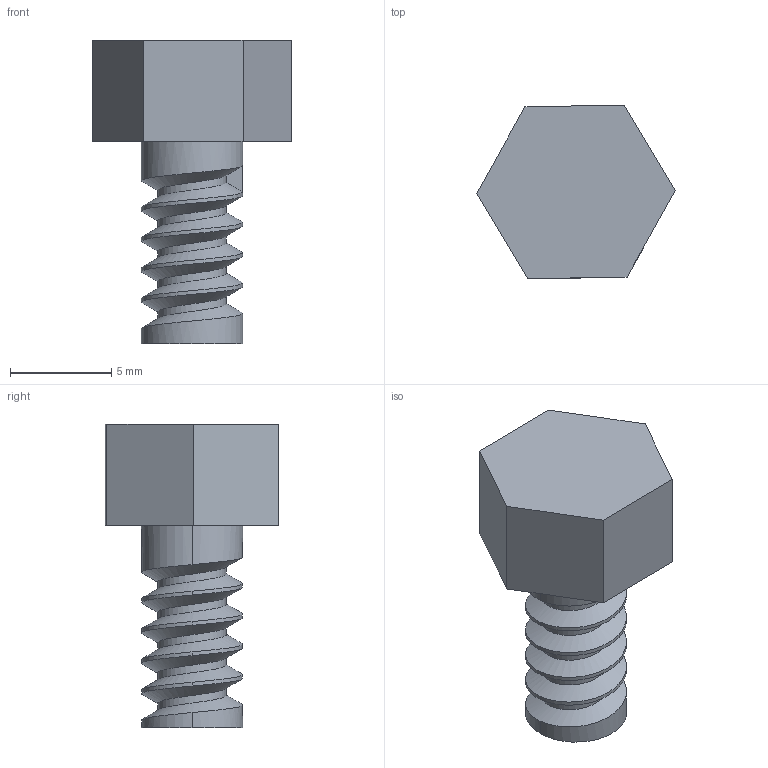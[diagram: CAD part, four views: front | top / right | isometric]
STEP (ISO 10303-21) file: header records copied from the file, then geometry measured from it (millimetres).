
FILE_DESCRIPTION (( 'STEP AP203' ), '1' );
FILE_NAME ('M5 Screw.STEP', '2022-02-24T13:41:05', ( '' ), ( '' ), 'SwSTEP 2.0', 'SolidWorks 2020', '' );
FILE_SCHEMA (( 'CONFIG_CONTROL_DESIGN' ));
Length unit declared in the file: millimetre
Products named in the file (1): M5 Screw
Bounding box: 9.81 x 8.58 x 15 mm (x, y, z)
Volume: 462 mm3; surface area: 470.9 mm2
Topology: 1 solids, 1 shells, 26 faces, 64 edges, 41 vertices
Faces by surface type: cylinder 12, plane 11, bspline 3
Entity records: 1554 total; most frequent: CARTESIAN_POINT 935, ORIENTED_EDGE 128, DIRECTION 94, EDGE_CURVE 64, VERTEX_POINT 41, VECTOR 38, LINE 38, AXIS2_PLACEMENT_3D 28
